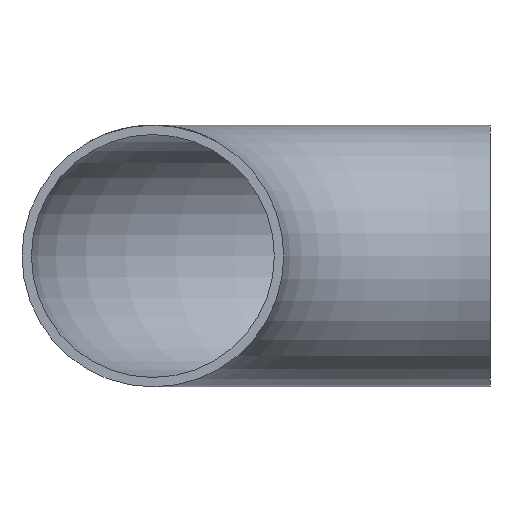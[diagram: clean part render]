
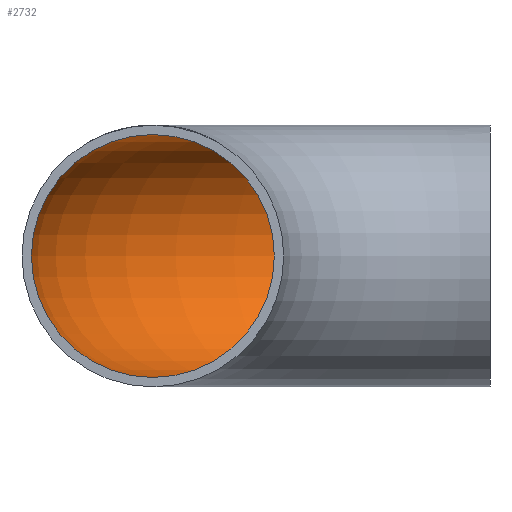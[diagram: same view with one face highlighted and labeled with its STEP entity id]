
A CAD part, front view. The second image highlights one B-rep face of the part: STEP entity #2732.
In plain terms, the highlighted toroidal (fillet/blend) face has major radius 114.5 mm and minor radius 41.25 mm.
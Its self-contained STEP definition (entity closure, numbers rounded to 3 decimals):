
#237 = DIRECTION ( 'NONE',  ( 0., 0., -1. ) ) ;
#698 = CARTESIAN_POINT ( 'NONE',  ( -114.5, 0., 41.25 ) ) ;
#1000 = AXIS2_PLACEMENT_3D ( 'NONE', #7312, #237, #7251 ) ;
#1232 = CIRCLE ( 'NONE', #7693, 41.25 ) ;
#1436 = CARTESIAN_POINT ( 'NONE',  ( 0., 155.75, 0. ) ) ;
#1938 = EDGE_CURVE ( 'NONE', #8596, #8596, #3737, .T. ) ;
#2732 = ADVANCED_FACE ( 'NONE', ( #6901, #4952 ), #8459, .F. ) ;
#3456 = CARTESIAN_POINT ( 'NONE',  ( 0., 114.5, 0. ) ) ;
#3737 = CIRCLE ( 'NONE', #4404, 41.25 ) ;
#3741 = DIRECTION ( 'NONE',  ( 0., 1., 0. ) ) ;
#3949 = EDGE_LOOP ( 'NONE', ( #8226 ) ) ;
#3984 = EDGE_CURVE ( 'NONE', #4358, #4358, #1232, .T. ) ;
#4260 = DIRECTION ( 'NONE',  ( 0., 1., 0. ) ) ;
#4358 = VERTEX_POINT ( 'NONE', #1436 ) ;
#4404 = AXIS2_PLACEMENT_3D ( 'NONE', #8393, #3741, #7649 ) ;
#4952 = FACE_OUTER_BOUND ( 'NONE', #6499, .T. ) ;
#6499 = EDGE_LOOP ( 'NONE', ( #8929 ) ) ;
#6901 = FACE_OUTER_BOUND ( 'NONE', #3949, .T. ) ;
#7251 = DIRECTION ( 'NONE',  ( -1., 0., 0. ) ) ;
#7312 = CARTESIAN_POINT ( 'NONE',  ( 0., 0., 0. ) ) ;
#7649 = DIRECTION ( 'NONE',  ( 0., 0., 1. ) ) ;
#7693 = AXIS2_PLACEMENT_3D ( 'NONE', #3456, #8902, #4260 ) ;
#8226 = ORIENTED_EDGE ( 'NONE', *, *, #3984, .T. ) ;
#8393 = CARTESIAN_POINT ( 'NONE',  ( -114.5, 0., 0. ) ) ;
#8459 = TOROIDAL_SURFACE ( 'NONE', #1000, 114.5, 41.25 ) ;
#8596 = VERTEX_POINT ( 'NONE', #698 ) ;
#8902 = DIRECTION ( 'NONE',  ( 1., 0., 0. ) ) ;
#8929 = ORIENTED_EDGE ( 'NONE', *, *, #1938, .F. ) ;
